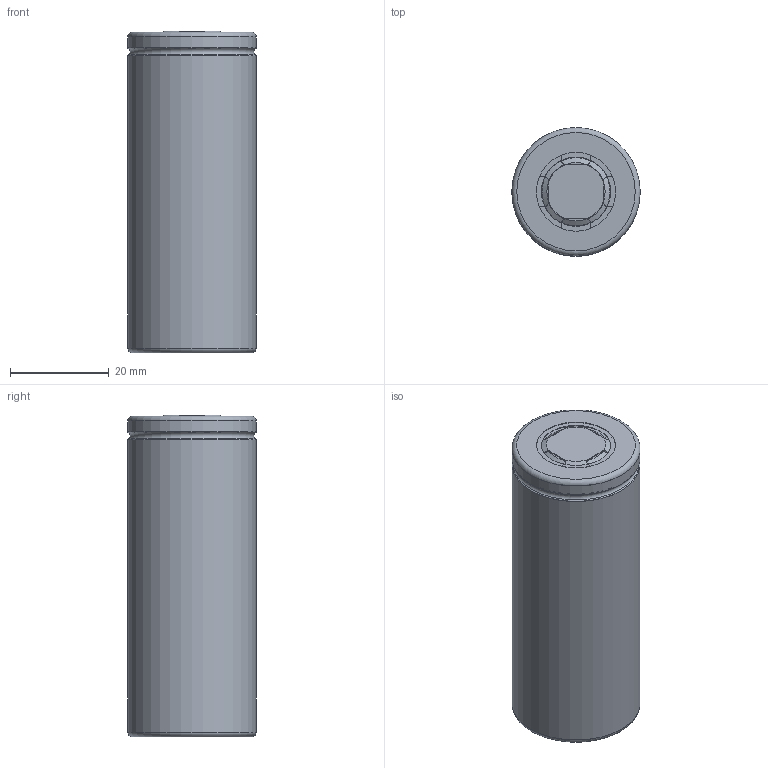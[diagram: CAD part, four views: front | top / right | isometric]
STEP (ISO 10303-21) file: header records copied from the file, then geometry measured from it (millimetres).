
FILE_DESCRIPTION(('STEP AP214'), '1');
FILE_NAME('26650', '2023-06-18T09:23:33', (''), (''), 'C3D Converter', 'C3D Toolkit', '');
FILE_SCHEMA(('AUTOMOTIVE_DESIGN { 1 0 10303 214 3 1 1}'));
Length unit declared in the file: millimetre
Bounding box: 26 x 26 x 65.2 mm (x, y, z)
Volume: 29924.7 mm3; surface area: 18646.9 mm2
Topology: 4 solids, 4 shells, 67 faces, 171 edges, 110 vertices
Faces by surface type: plane 30, cylinder 18, torus 10, cone 9
Full cylindrical faces by diameter (mm): 14 x1, 16 x1, 23.58 x1, 23.6 x1, 24 x2, 25.6 x2, 26 x2
Entity records: 2699 total; most frequent: CARTESIAN_POINT 508, DIRECTION 348, ORIENTED_EDGE 300, EDGE_CURVE 150, AXIS2_PLACEMENT_3D 146, VERTEX_POINT 110, EDGE_LOOP 96, CIRCLE 78
